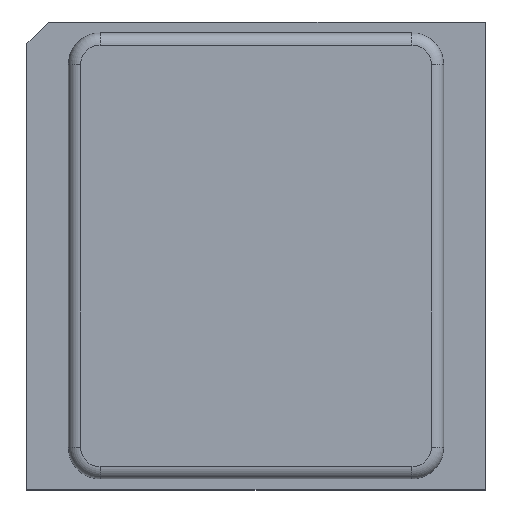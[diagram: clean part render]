
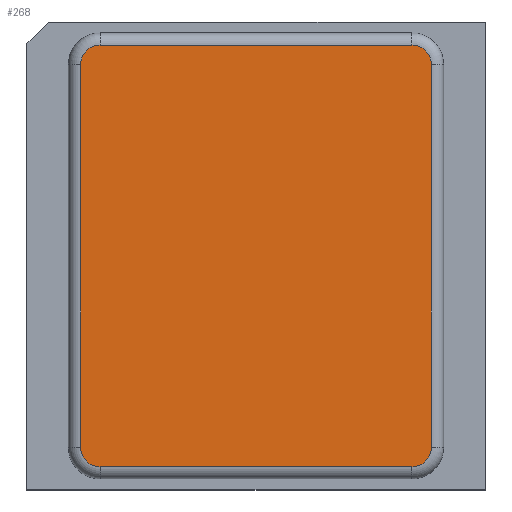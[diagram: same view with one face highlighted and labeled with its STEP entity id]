
A CAD part, top view. The second image highlights one B-rep face of the part: STEP entity #268.
In plain terms, the highlighted face is planar.
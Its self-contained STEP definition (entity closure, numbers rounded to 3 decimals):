
#268 = ADVANCED_FACE('',(#269),#339,.F.);
#269 = FACE_BOUND('',#270,.T.);
#270 = EDGE_LOOP('',(#271,#281,#290,#298,#307,#315,#324,#332));
#271 = ORIENTED_EDGE('',*,*,#272,.T.);
#272 = EDGE_CURVE('',#273,#275,#277,.T.);
#273 = VERTEX_POINT('',#274);
#274 = CARTESIAN_POINT('',(-6.4,0.,8.65));
#275 = VERTEX_POINT('',#276);
#276 = CARTESIAN_POINT('',(6.4,0.,8.65));
#277 = LINE('',#278,#279);
#278 = CARTESIAN_POINT('',(-6.4,0.,8.65));
#279 = VECTOR('',#280,1.);
#280 = DIRECTION('',(1.,0.,0.));
#281 = ORIENTED_EDGE('',*,*,#282,.T.);
#282 = EDGE_CURVE('',#275,#283,#285,.T.);
#283 = VERTEX_POINT('',#284);
#284 = CARTESIAN_POINT('',(7.2,0.,7.85));
#285 = CIRCLE('',#286,0.8);
#286 = AXIS2_PLACEMENT_3D('',#287,#288,#289);
#287 = CARTESIAN_POINT('',(6.4,0.,7.85));
#288 = DIRECTION('',(0.,1.,0.));
#289 = DIRECTION('',(0.,0.,1.));
#290 = ORIENTED_EDGE('',*,*,#291,.T.);
#291 = EDGE_CURVE('',#283,#292,#294,.T.);
#292 = VERTEX_POINT('',#293);
#293 = CARTESIAN_POINT('',(7.2,0.,-7.85));
#294 = LINE('',#295,#296);
#295 = CARTESIAN_POINT('',(7.2,0.,7.85));
#296 = VECTOR('',#297,1.);
#297 = DIRECTION('',(0.,0.,-1.));
#298 = ORIENTED_EDGE('',*,*,#299,.T.);
#299 = EDGE_CURVE('',#292,#300,#302,.T.);
#300 = VERTEX_POINT('',#301);
#301 = CARTESIAN_POINT('',(6.4,0.,-8.65));
#302 = CIRCLE('',#303,0.8);
#303 = AXIS2_PLACEMENT_3D('',#304,#305,#306);
#304 = CARTESIAN_POINT('',(6.4,0.,-7.85));
#305 = DIRECTION('',(0.,1.,0.));
#306 = DIRECTION('',(1.,0.,0.));
#307 = ORIENTED_EDGE('',*,*,#308,.T.);
#308 = EDGE_CURVE('',#300,#309,#311,.T.);
#309 = VERTEX_POINT('',#310);
#310 = CARTESIAN_POINT('',(-6.4,0.,-8.65));
#311 = LINE('',#312,#313);
#312 = CARTESIAN_POINT('',(6.4,0.,-8.65));
#313 = VECTOR('',#314,1.);
#314 = DIRECTION('',(-1.,0.,0.));
#315 = ORIENTED_EDGE('',*,*,#316,.T.);
#316 = EDGE_CURVE('',#309,#317,#319,.T.);
#317 = VERTEX_POINT('',#318);
#318 = CARTESIAN_POINT('',(-7.2,0.,-7.85));
#319 = CIRCLE('',#320,0.8);
#320 = AXIS2_PLACEMENT_3D('',#321,#322,#323);
#321 = CARTESIAN_POINT('',(-6.4,0.,-7.85));
#322 = DIRECTION('',(0.,1.,0.));
#323 = DIRECTION('',(0.,0.,-1.));
#324 = ORIENTED_EDGE('',*,*,#325,.T.);
#325 = EDGE_CURVE('',#317,#326,#328,.T.);
#326 = VERTEX_POINT('',#327);
#327 = CARTESIAN_POINT('',(-7.2,0.,7.85));
#328 = LINE('',#329,#330);
#329 = CARTESIAN_POINT('',(-7.2,0.,-7.85));
#330 = VECTOR('',#331,1.);
#331 = DIRECTION('',(0.,0.,1.));
#332 = ORIENTED_EDGE('',*,*,#333,.T.);
#333 = EDGE_CURVE('',#326,#273,#334,.T.);
#334 = CIRCLE('',#335,0.8);
#335 = AXIS2_PLACEMENT_3D('',#336,#337,#338);
#336 = CARTESIAN_POINT('',(-6.4,0.,7.85));
#337 = DIRECTION('',(0.,1.,0.));
#338 = DIRECTION('',(-1.,0.,0.));
#339 = PLANE('',#340);
#340 = AXIS2_PLACEMENT_3D('',#341,#342,#343);
#341 = CARTESIAN_POINT('',(6.4,0.,7.85));
#342 = DIRECTION('',(0.,-1.,0.));
#343 = DIRECTION('',(0.,0.,-1.));
